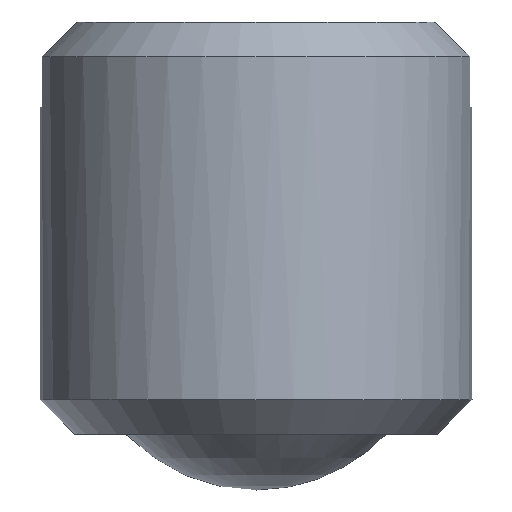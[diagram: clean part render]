
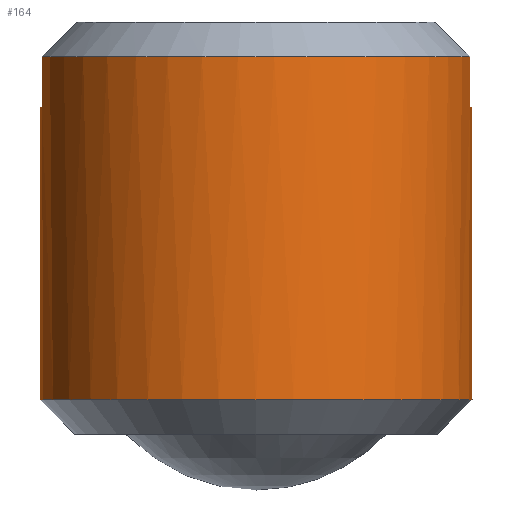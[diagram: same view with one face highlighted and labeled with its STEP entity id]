
A CAD part, front view. The second image highlights one B-rep face of the part: STEP entity #164.
In plain terms, the highlighted cylindrical face has radius 4.763 mm (diameter 9.525 mm), a full revolution.
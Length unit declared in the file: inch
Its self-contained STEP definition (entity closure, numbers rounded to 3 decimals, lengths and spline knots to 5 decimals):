
#19=FACE_BOUND('',#42,.T.);
#22=CYLINDRICAL_SURFACE('',#179,0.1875);
#30=FACE_OUTER_BOUND('',#41,.T.);
#41=EDGE_LOOP('',(#129));
#42=EDGE_LOOP('',(#130,#131,#132,#133,#134,#135,#136,#137));
#54=LINE('',#256,#62);
#55=LINE('',#258,#63);
#57=LINE('',#270,#65);
#59=LINE('',#281,#67);
#62=VECTOR('',#206,0.044);
#63=VECTOR('',#207,0.044);
#65=VECTOR('',#211,0.044);
#67=VECTOR('',#213,0.044);
#68=CIRCLE('',#175,0.1875);
#69=CIRCLE('',#176,0.1875);
#70=CIRCLE('',#180,0.1875);
#71=CIRCLE('',#181,0.1875);
#72=CIRCLE('',#182,0.1875);
#77=VERTEX_POINT('',#246);
#78=VERTEX_POINT('',#247);
#79=VERTEX_POINT('',#249);
#80=VERTEX_POINT('',#251);
#81=VERTEX_POINT('',#255);
#82=VERTEX_POINT('',#257);
#85=VERTEX_POINT('',#269);
#88=VERTEX_POINT('',#277);
#89=VERTEX_POINT('',#283);
#92=EDGE_CURVE('',#77,#78,#68,.T.);
#94=EDGE_CURVE('',#80,#79,#69,.T.);
#96=EDGE_CURVE('',#78,#81,#54,.T.);
#97=EDGE_CURVE('',#82,#80,#55,.T.);
#101=EDGE_CURVE('',#85,#77,#57,.T.);
#105=EDGE_CURVE('',#79,#88,#59,.T.);
#106=EDGE_CURVE('',#89,#89,#70,.T.);
#107=EDGE_CURVE('',#81,#82,#71,.T.);
#108=EDGE_CURVE('',#88,#85,#72,.T.);
#129=ORIENTED_EDGE('',*,*,#106,.F.);
#130=ORIENTED_EDGE('',*,*,#101,.T.);
#131=ORIENTED_EDGE('',*,*,#92,.T.);
#132=ORIENTED_EDGE('',*,*,#96,.T.);
#133=ORIENTED_EDGE('',*,*,#107,.T.);
#134=ORIENTED_EDGE('',*,*,#97,.T.);
#135=ORIENTED_EDGE('',*,*,#94,.T.);
#136=ORIENTED_EDGE('',*,*,#105,.T.);
#137=ORIENTED_EDGE('',*,*,#108,.T.);
#164=ADVANCED_FACE('',(#30,#19),#22,.T.);
#175=AXIS2_PLACEMENT_3D('',#248,#198,#199);
#176=AXIS2_PLACEMENT_3D('',#252,#201,#202);
#179=AXIS2_PLACEMENT_3D('',#282,#214,#215);
#180=AXIS2_PLACEMENT_3D('',#284,#216,#217);
#181=AXIS2_PLACEMENT_3D('',#285,#218,#219);
#182=AXIS2_PLACEMENT_3D('',#286,#220,#221);
#198=DIRECTION('center_axis',(0.,0.,-1.));
#199=DIRECTION('ref_axis',(0.,1.,0.));
#201=DIRECTION('center_axis',(0.,0.,-1.));
#202=DIRECTION('ref_axis',(0.,1.,0.));
#206=DIRECTION('',(0.,0.,1.));
#207=DIRECTION('',(0.,0.,-1.));
#211=DIRECTION('',(0.,0.,-1.));
#213=DIRECTION('',(0.,0.,1.));
#214=DIRECTION('center_axis',(0.,0.,-1.));
#215=DIRECTION('ref_axis',(0.,1.,0.));
#216=DIRECTION('center_axis',(0.,0.,-1.));
#217=DIRECTION('ref_axis',(1.,0.,0.));
#218=DIRECTION('center_axis',(0.,0.,-1.));
#219=DIRECTION('ref_axis',(1.,0.,0.));
#220=DIRECTION('center_axis',(0.,0.,-1.));
#221=DIRECTION('ref_axis',(1.,0.,0.));
#246=CARTESIAN_POINT('',(0.18576,0.0255,0.2838));
#247=CARTESIAN_POINT('',(0.18576,-0.0255,0.2838));
#248=CARTESIAN_POINT('Origin',(0.,0.,0.2838));
#249=CARTESIAN_POINT('',(-0.18576,0.0255,0.2838));
#251=CARTESIAN_POINT('',(-0.18576,-0.0255,0.2838));
#252=CARTESIAN_POINT('Origin',(0.,0.,0.2838));
#255=CARTESIAN_POINT('',(0.18576,-0.0255,0.3278));
#256=CARTESIAN_POINT('',(0.18576,-0.0255,0.1789));
#257=CARTESIAN_POINT('',(-0.18576,-0.0255,0.3278));
#258=CARTESIAN_POINT('',(-0.18576,-0.0255,0.1789));
#269=CARTESIAN_POINT('',(0.18576,0.0255,0.3278));
#270=CARTESIAN_POINT('',(0.18576,0.0255,0.1789));
#277=CARTESIAN_POINT('',(-0.18576,0.0255,0.3278));
#281=CARTESIAN_POINT('',(-0.18576,0.0255,0.1789));
#282=CARTESIAN_POINT('Origin',(0.,0.,0.1789));
#283=CARTESIAN_POINT('',(0.,0.1875,0.03));
#284=CARTESIAN_POINT('Origin',(0.,0.,0.03));
#285=CARTESIAN_POINT('Origin',(0.,0.,0.3278));
#286=CARTESIAN_POINT('Origin',(0.,0.,0.3278));
